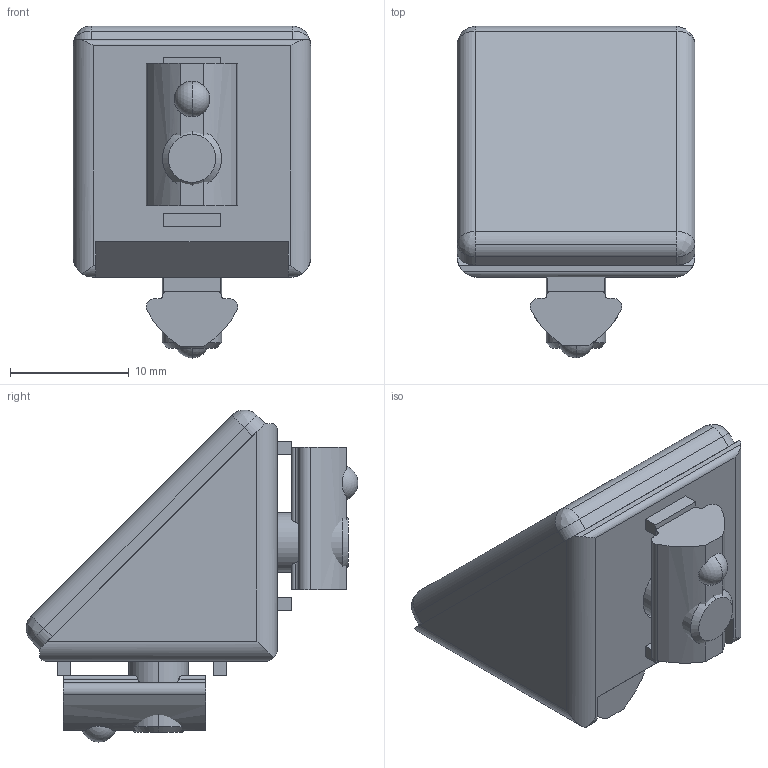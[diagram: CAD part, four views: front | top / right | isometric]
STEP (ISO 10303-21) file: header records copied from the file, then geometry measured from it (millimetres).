
FILE_DESCRIPTION (( 'STEP AP214' ), '1' );
FILE_NAME ('FIXE05E3824-Kit équerre 5 20x20 Zn.step', '2023-03-24T09:59:22', ( 'Altae' ), ( '' ), 'SwSTEP 2.0', 'SolidWorks 2021', '' );
FILE_SCHEMA (( 'AUTOMOTIVE_DESIGN' ));
Length unit declared in the file: millimetre
Products named in the file (1): FIXE05E3824-Kit équerre 5 20x20 Zn
Bounding box: 20 x 27.94 x 27.95 mm (x, y, z)
Volume: 4770.5 mm3; surface area: 5241.8 mm2
Topology: 8 solids, 8 shells, 198 faces, 503 edges, 324 vertices
Faces by surface type: plane 91, cylinder 79, cone 12, torus 8, bspline 4, sphere 4
Entity records: 8788 total; most frequent: CARTESIAN_POINT 1782, DIRECTION 981, ORIENTED_EDGE 978, EDGE_CURVE 489, AXIS2_PLACEMENT_3D 353, VERTEX_POINT 318, LINE 275, VECTOR 275
